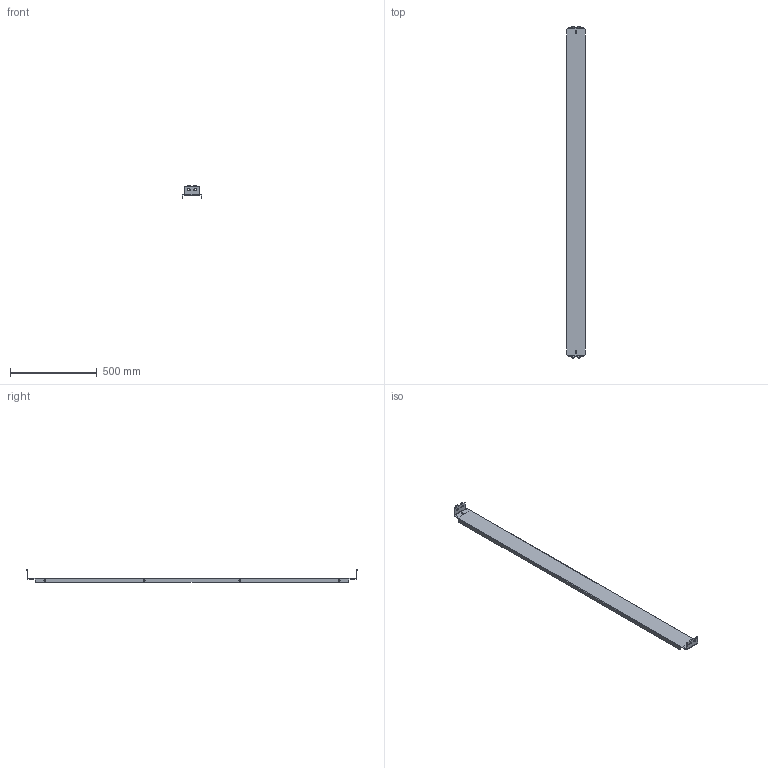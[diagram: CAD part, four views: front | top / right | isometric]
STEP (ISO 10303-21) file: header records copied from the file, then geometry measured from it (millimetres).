
FILE_DESCRIPTION (( 'STEP AP203' ), '1' );
FILE_NAME ('2000_piastra intermedia_EUPN_Enux.STEP', '2015-03-03T14:39:13', ( 'Admin' ), ( '' ), 'SwSTEP 2.0', 'SolidWorks 2014', '' );
FILE_SCHEMA (( 'CONFIG_CONTROL_DESIGN' ));
Length unit declared in the file: millimetre
Products named in the file (1): 2000_piastra intermedia_EUPN_Enux
Bounding box: 111 x 1915 x 71.5 mm (x, y, z)
Volume: 733831.7 mm3; surface area: 590960.3 mm2
Topology: 1 solids, 1 shells, 138 faces, 380 edges, 244 vertices
Faces by surface type: plane 70, cylinder 68
Entity records: 4529 total; most frequent: DIRECTION 794, CARTESIAN_POINT 763, ORIENTED_EDGE 760, EDGE_CURVE 380, AXIS2_PLACEMENT_3D 275, VECTOR 244, LINE 244, VERTEX_POINT 244
